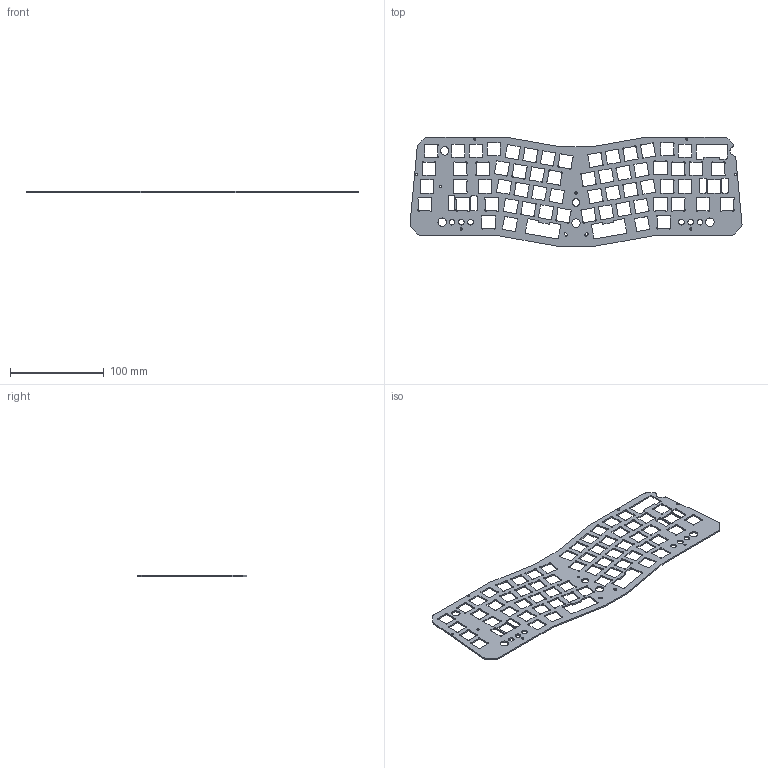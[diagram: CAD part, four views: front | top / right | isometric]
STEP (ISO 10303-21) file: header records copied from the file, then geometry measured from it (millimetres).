
FILE_DESCRIPTION(/* description */ (''),/* implementation_level */ '2;1');
FILE_NAME(/* name */ 'ExportPlate.step',/* time_stamp */ '2020-06-07T16:46:54+02:00',/* author */ (''),/* organization */ (''),/* preprocessor_version */ 'ST-DEVELOPER v18.1',/* originating_system */ 'Autodesk Translation Framework v9.3.0.1241',/* authorisation */ '');
FILE_SCHEMA (('AUTOMOTIVE_DESIGN { 1 0 10303 214 3 1 1 }'));
Length unit declared in the file: millimetre
Products named in the file (1): ExportPlate
Bounding box: 354.81 x 117.11 x 1.5 mm (x, y, z)
Volume: 32538.9 mm3; surface area: 51277 mm2
Topology: 1 solids, 1 shells, 631 faces, 1887 edges, 1258 vertices
Faces by surface type: cylinder 316, plane 315
Full cylindrical faces by diameter (mm): 2.4 x8, 6 x6, 8 x1, 9 x4
Entity records: 21813 total; most frequent: DIRECTION 3783, CARTESIAN_POINT 3777, ORIENTED_EDGE 3774, EDGE_CURVE 1887, AXIS2_PLACEMENT_3D 1264, VERTEX_POINT 1258, LINE 1255, VECTOR 1255
